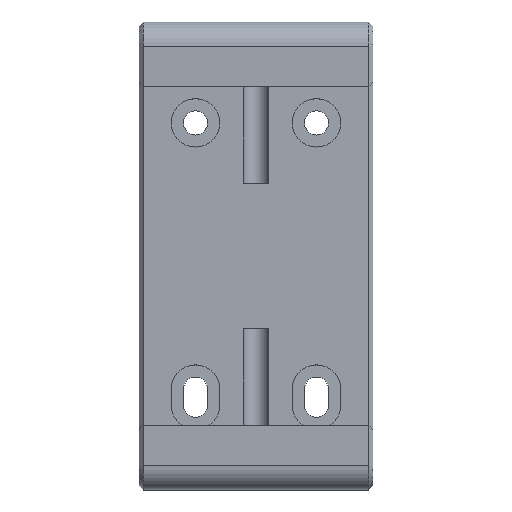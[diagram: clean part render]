
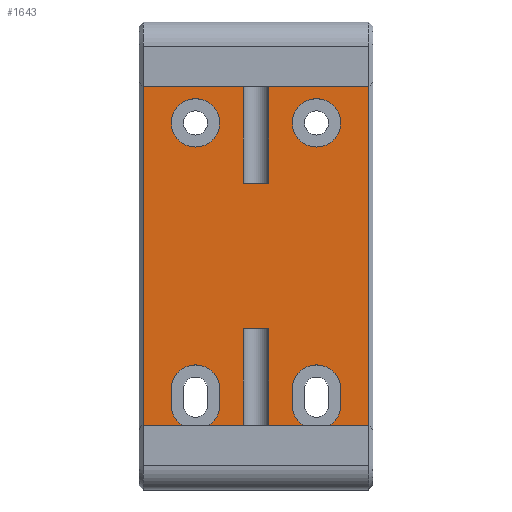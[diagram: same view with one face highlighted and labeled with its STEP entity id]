
A CAD part, top view. The second image highlights one B-rep face of the part: STEP entity #1643.
In plain terms, the highlighted planar face has unit normal (0, 0, 1).
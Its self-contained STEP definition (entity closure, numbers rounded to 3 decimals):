
#45=FACE_BOUND('',#204,.T.);
#46=FACE_BOUND('',#205,.T.);
#47=FACE_BOUND('',#206,.T.);
#48=FACE_BOUND('',#207,.T.);
#102=FACE_OUTER_BOUND('',#203,.T.);
#203=EDGE_LOOP('',(#1234,#1235,#1236,#1237,#1238,#1239,#1240,#1241,#1242,
#1243,#1244,#1245));
#204=EDGE_LOOP('',(#1246,#1247,#1248,#1249));
#205=EDGE_LOOP('',(#1250));
#206=EDGE_LOOP('',(#1251,#1252,#1253,#1254));
#207=EDGE_LOOP('',(#1255));
#298=CIRCLE('',#1781,3.);
#299=CIRCLE('',#1782,3.);
#300=CIRCLE('',#1783,3.);
#301=CIRCLE('',#1784,3.);
#302=CIRCLE('',#1785,3.);
#303=CIRCLE('',#1786,3.);
#334=LINE('',#2367,#520);
#335=LINE('',#2370,#521);
#336=LINE('',#2372,#522);
#337=LINE('',#2375,#523);
#341=LINE('',#2382,#527);
#394=LINE('',#2526,#580);
#395=LINE('',#2530,#581);
#397=LINE('',#2534,#583);
#398=LINE('',#2537,#584);
#399=LINE('',#2538,#585);
#400=LINE('',#2540,#586);
#401=LINE('',#2541,#587);
#402=LINE('',#2544,#588);
#403=LINE('',#2548,#589);
#404=LINE('',#2554,#590);
#405=LINE('',#2558,#591);
#520=VECTOR('',#1900,10.);
#521=VECTOR('',#1903,10.);
#522=VECTOR('',#1906,10.);
#523=VECTOR('',#1909,10.);
#527=VECTOR('',#1913,10.);
#580=VECTOR('',#2042,10.);
#581=VECTOR('',#2047,10.);
#583=VECTOR('',#2051,10.);
#584=VECTOR('',#2054,10.);
#585=VECTOR('',#2055,10.);
#586=VECTOR('',#2056,10.);
#587=VECTOR('',#2057,10.);
#588=VECTOR('',#2058,10.);
#589=VECTOR('',#2061,10.);
#590=VECTOR('',#2066,10.);
#591=VECTOR('',#2069,10.);
#704=VERTEX_POINT('',#2362);
#705=VERTEX_POINT('',#2364);
#706=VERTEX_POINT('',#2366);
#707=VERTEX_POINT('',#2368);
#708=VERTEX_POINT('',#2374);
#711=VERTEX_POINT('',#2380);
#763=VERTEX_POINT('',#2524);
#764=VERTEX_POINT('',#2525);
#765=VERTEX_POINT('',#2529);
#766=VERTEX_POINT('',#2531);
#767=VERTEX_POINT('',#2536);
#768=VERTEX_POINT('',#2539);
#769=VERTEX_POINT('',#2542);
#770=VERTEX_POINT('',#2543);
#771=VERTEX_POINT('',#2545);
#772=VERTEX_POINT('',#2547);
#773=VERTEX_POINT('',#2550);
#774=VERTEX_POINT('',#2552);
#775=VERTEX_POINT('',#2553);
#776=VERTEX_POINT('',#2555);
#777=VERTEX_POINT('',#2557);
#778=VERTEX_POINT('',#2560);
#858=EDGE_CURVE('',#706,#705,#334,.T.);
#860=EDGE_CURVE('',#704,#707,#335,.T.);
#861=EDGE_CURVE('',#707,#706,#336,.T.);
#862=EDGE_CURVE('',#708,#704,#337,.T.);
#866=EDGE_CURVE('',#705,#711,#341,.T.);
#936=EDGE_CURVE('',#763,#764,#394,.T.);
#938=EDGE_CURVE('',#765,#763,#395,.T.);
#941=EDGE_CURVE('',#764,#766,#397,.T.);
#942=EDGE_CURVE('',#767,#711,#398,.T.);
#943=EDGE_CURVE('',#767,#765,#399,.T.);
#944=EDGE_CURVE('',#766,#768,#400,.T.);
#945=EDGE_CURVE('',#708,#768,#401,.T.);
#946=EDGE_CURVE('',#769,#770,#402,.T.);
#947=EDGE_CURVE('',#770,#771,#298,.T.);
#948=EDGE_CURVE('',#771,#772,#403,.T.);
#949=EDGE_CURVE('',#772,#769,#299,.T.);
#950=EDGE_CURVE('',#773,#773,#300,.T.);
#951=EDGE_CURVE('',#774,#775,#404,.T.);
#952=EDGE_CURVE('',#775,#776,#301,.T.);
#953=EDGE_CURVE('',#776,#777,#405,.T.);
#954=EDGE_CURVE('',#777,#774,#302,.T.);
#955=EDGE_CURVE('',#778,#778,#303,.T.);
#1234=ORIENTED_EDGE('',*,*,#858,.T.);
#1235=ORIENTED_EDGE('',*,*,#866,.T.);
#1236=ORIENTED_EDGE('',*,*,#942,.F.);
#1237=ORIENTED_EDGE('',*,*,#943,.T.);
#1238=ORIENTED_EDGE('',*,*,#938,.T.);
#1239=ORIENTED_EDGE('',*,*,#936,.T.);
#1240=ORIENTED_EDGE('',*,*,#941,.T.);
#1241=ORIENTED_EDGE('',*,*,#944,.T.);
#1242=ORIENTED_EDGE('',*,*,#945,.F.);
#1243=ORIENTED_EDGE('',*,*,#862,.T.);
#1244=ORIENTED_EDGE('',*,*,#860,.T.);
#1245=ORIENTED_EDGE('',*,*,#861,.T.);
#1246=ORIENTED_EDGE('',*,*,#946,.T.);
#1247=ORIENTED_EDGE('',*,*,#947,.T.);
#1248=ORIENTED_EDGE('',*,*,#948,.T.);
#1249=ORIENTED_EDGE('',*,*,#949,.T.);
#1250=ORIENTED_EDGE('',*,*,#950,.T.);
#1251=ORIENTED_EDGE('',*,*,#951,.T.);
#1252=ORIENTED_EDGE('',*,*,#952,.T.);
#1253=ORIENTED_EDGE('',*,*,#953,.T.);
#1254=ORIENTED_EDGE('',*,*,#954,.T.);
#1255=ORIENTED_EDGE('',*,*,#955,.T.);
#1568=PLANE('',#1780);
#1643=ADVANCED_FACE('',(#102,#45,#46,#47,#48),#1568,.T.);
#1780=AXIS2_PLACEMENT_3D('',#2535,#2052,#2053);
#1781=AXIS2_PLACEMENT_3D('',#2546,#2059,#2060);
#1782=AXIS2_PLACEMENT_3D('',#2549,#2062,#2063);
#1783=AXIS2_PLACEMENT_3D('',#2551,#2064,#2065);
#1784=AXIS2_PLACEMENT_3D('',#2556,#2067,#2068);
#1785=AXIS2_PLACEMENT_3D('',#2559,#2070,#2071);
#1786=AXIS2_PLACEMENT_3D('',#2561,#2072,#2073);
#1900=DIRECTION('',(0.,-1.,0.));
#1903=DIRECTION('',(0.,1.,0.));
#1906=DIRECTION('',(1.,0.,0.));
#1909=DIRECTION('',(1.,0.,0.));
#1913=DIRECTION('',(1.,0.,0.));
#2042=DIRECTION('',(-1.,0.,0.));
#2047=DIRECTION('',(0.,-1.,0.));
#2051=DIRECTION('',(0.,1.,0.));
#2052=DIRECTION('center_axis',(0.,0.,1.));
#2053=DIRECTION('ref_axis',(1.,0.,0.));
#2054=DIRECTION('',(0.,-1.,0.));
#2055=DIRECTION('',(-1.,0.,0.));
#2056=DIRECTION('',(-1.,0.,0.));
#2057=DIRECTION('',(0.,1.,0.));
#2058=DIRECTION('',(0.,-1.,0.));
#2059=DIRECTION('center_axis',(0.,0.,-1.));
#2060=DIRECTION('ref_axis',(-1.,0.,0.));
#2061=DIRECTION('',(0.,1.,0.));
#2062=DIRECTION('center_axis',(0.,0.,-1.));
#2063=DIRECTION('ref_axis',(1.,0.,0.));
#2064=DIRECTION('center_axis',(0.,0.,-1.));
#2065=DIRECTION('ref_axis',(1.,0.,0.));
#2066=DIRECTION('',(0.,-1.,0.));
#2067=DIRECTION('center_axis',(0.,0.,-1.));
#2068=DIRECTION('ref_axis',(-1.,0.,0.));
#2069=DIRECTION('',(0.,1.,0.));
#2070=DIRECTION('center_axis',(0.,0.,-1.));
#2071=DIRECTION('ref_axis',(1.,0.,0.));
#2072=DIRECTION('center_axis',(0.,0.,-1.));
#2073=DIRECTION('ref_axis',(1.,0.,0.));
#2362=CARTESIAN_POINT('',(-1.6,-24.,7.));
#2364=CARTESIAN_POINT('',(1.6,-24.,7.));
#2366=CARTESIAN_POINT('',(1.6,-9.,7.));
#2367=CARTESIAN_POINT('',(1.6,-25.,7.));
#2368=CARTESIAN_POINT('',(-1.6,-9.,7.));
#2370=CARTESIAN_POINT('',(-1.6,-25.,7.));
#2372=CARTESIAN_POINT('',(0.,-9.,7.));
#2374=CARTESIAN_POINT('',(-14.,-24.,7.));
#2375=CARTESIAN_POINT('',(0.,-24.,7.));
#2380=CARTESIAN_POINT('',(14.,-24.,7.));
#2382=CARTESIAN_POINT('',(0.,-24.,7.));
#2524=CARTESIAN_POINT('',(1.6,9.,7.));
#2525=CARTESIAN_POINT('',(-1.6,9.,7.));
#2526=CARTESIAN_POINT('',(0.,9.,7.));
#2529=CARTESIAN_POINT('',(1.6,24.,7.));
#2530=CARTESIAN_POINT('',(1.6,0.,7.));
#2531=CARTESIAN_POINT('',(-1.6,24.,7.));
#2534=CARTESIAN_POINT('',(-1.6,0.,7.));
#2535=CARTESIAN_POINT('Origin',(0.,0.,7.));
#2536=CARTESIAN_POINT('',(14.,24.,7.));
#2537=CARTESIAN_POINT('',(14.,-14.5,7.));
#2538=CARTESIAN_POINT('',(0.,24.,7.));
#2539=CARTESIAN_POINT('',(-14.,24.,7.));
#2540=CARTESIAN_POINT('',(0.,24.,7.));
#2541=CARTESIAN_POINT('',(-14.,14.5,7.));
#2542=CARTESIAN_POINT('',(10.5,-16.5,7.));
#2543=CARTESIAN_POINT('',(10.5,-18.5,7.));
#2544=CARTESIAN_POINT('',(10.5,-9.25,7.));
#2545=CARTESIAN_POINT('',(4.5,-18.5,7.));
#2546=CARTESIAN_POINT('Origin',(7.5,-18.5,7.));
#2547=CARTESIAN_POINT('',(4.5,-16.5,7.));
#2548=CARTESIAN_POINT('',(4.5,-8.25,7.));
#2549=CARTESIAN_POINT('Origin',(7.5,-16.5,7.));
#2550=CARTESIAN_POINT('',(-10.5,16.5,7.));
#2551=CARTESIAN_POINT('Origin',(-7.5,16.5,7.));
#2552=CARTESIAN_POINT('',(-4.5,-16.5,7.));
#2553=CARTESIAN_POINT('',(-4.5,-18.5,7.));
#2554=CARTESIAN_POINT('',(-4.5,-9.25,7.));
#2555=CARTESIAN_POINT('',(-10.5,-18.5,7.));
#2556=CARTESIAN_POINT('Origin',(-7.5,-18.5,7.));
#2557=CARTESIAN_POINT('',(-10.5,-16.5,7.));
#2558=CARTESIAN_POINT('',(-10.5,-8.25,7.));
#2559=CARTESIAN_POINT('Origin',(-7.5,-16.5,7.));
#2560=CARTESIAN_POINT('',(4.5,16.5,7.));
#2561=CARTESIAN_POINT('Origin',(7.5,16.5,7.));
